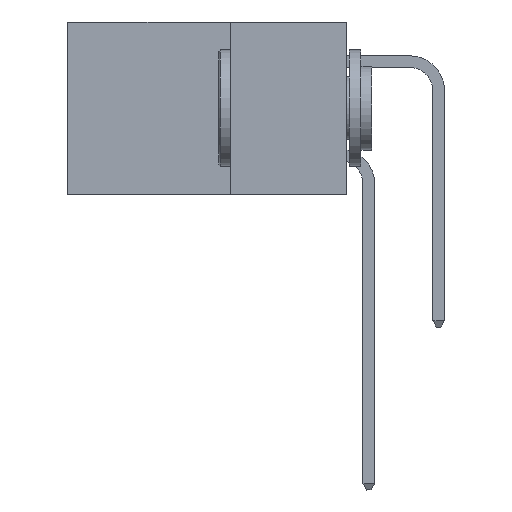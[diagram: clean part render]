
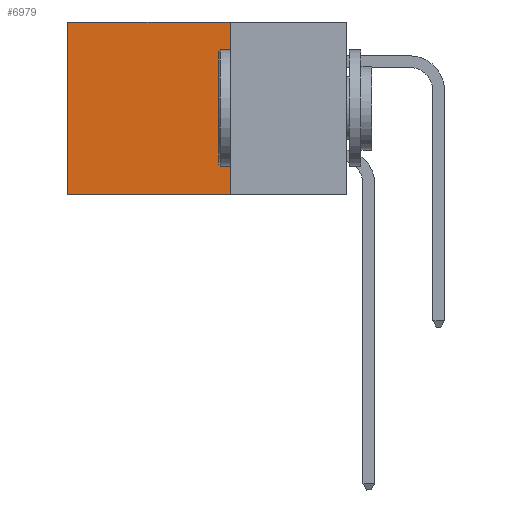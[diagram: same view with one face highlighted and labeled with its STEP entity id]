
A CAD part, left-side view. The second image highlights one B-rep face of the part: STEP entity #6979.
In plain terms, the highlighted planar face has unit normal (-1, 0, 0).
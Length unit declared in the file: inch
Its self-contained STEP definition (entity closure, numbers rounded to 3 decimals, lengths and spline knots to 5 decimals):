
#1533 = LINE ( 'NONE', #1646, #29412 ) ;
#1646 = CARTESIAN_POINT ( 'NONE',  ( 0.2875, 0.6, 0. ) ) ;
#1708 = DIRECTION ( 'NONE',  ( 1., 0., 0. ) ) ;
#1962 = DIRECTION ( 'NONE',  ( 0., 1., 0. ) ) ;
#2532 = EDGE_CURVE ( 'NONE', #17268, #25221, #31517, .T. ) ;
#3999 = EDGE_CURVE ( 'NONE', #17268, #16804, #6862, .T. ) ;
#4814 = CARTESIAN_POINT ( 'NONE',  ( 0.2875, 0.25, 0. ) ) ;
#4894 = VERTEX_POINT ( 'NONE', #27242 ) ;
#5121 = DIRECTION ( 'NONE',  ( 0., 0., -1. ) ) ;
#6673 = FACE_OUTER_BOUND ( 'NONE', #25562, .T. ) ;
#6862 = LINE ( 'NONE', #23108, #9287 ) ;
#6927 = VECTOR ( 'NONE', #1962, 39.37008 ) ;
#6979 = ADVANCED_FACE ( 'NONE', ( #6673 ), #15081, .F. ) ;
#7054 = AXIS2_PLACEMENT_3D ( 'NONE', #7312, #1708, #9678 ) ;
#7312 = CARTESIAN_POINT ( 'NONE',  ( 0.2875, 0.25, 0. ) ) ;
#9287 = VECTOR ( 'NONE', #5121, 39.37008 ) ;
#9678 = DIRECTION ( 'NONE',  ( 0., 0., -1. ) ) ;
#9747 = DIRECTION ( 'NONE',  ( 0., 0., -1. ) ) ;
#10982 = CARTESIAN_POINT ( 'NONE',  ( 0.2875, 0.25, -0.37 ) ) ;
#12324 = CARTESIAN_POINT ( 'NONE',  ( 0.2875, 0.25, -0.37 ) ) ;
#13436 = CARTESIAN_POINT ( 'NONE',  ( 0.2875, 0.6, 0. ) ) ;
#15081 = PLANE ( 'NONE',  #7054 ) ;
#15560 = CARTESIAN_POINT ( 'NONE',  ( 0.2875, 0.25, 0. ) ) ;
#16804 = VERTEX_POINT ( 'NONE', #12324 ) ;
#17268 = VERTEX_POINT ( 'NONE', #15560 ) ;
#19115 = DIRECTION ( 'NONE',  ( 0., 1., 0. ) ) ;
#23108 = CARTESIAN_POINT ( 'NONE',  ( 0.2875, 0.25, 0. ) ) ;
#23684 = VECTOR ( 'NONE', #19115, 39.37008 ) ;
#25221 = VERTEX_POINT ( 'NONE', #13436 ) ;
#25402 = ORIENTED_EDGE ( 'NONE', *, *, #26429, .F. ) ;
#25562 = EDGE_LOOP ( 'NONE', ( #29009, #25402, #32843, #27900 ) ) ;
#26429 = EDGE_CURVE ( 'NONE', #16804, #4894, #30717, .T. ) ;
#27242 = CARTESIAN_POINT ( 'NONE',  ( 0.2875, 0.6, -0.37 ) ) ;
#27900 = ORIENTED_EDGE ( 'NONE', *, *, #2532, .T. ) ;
#29009 = ORIENTED_EDGE ( 'NONE', *, *, #31379, .T. ) ;
#29412 = VECTOR ( 'NONE', #9747, 39.37008 ) ;
#30717 = LINE ( 'NONE', #10982, #23684 ) ;
#31379 = EDGE_CURVE ( 'NONE', #25221, #4894, #1533, .T. ) ;
#31517 = LINE ( 'NONE', #4814, #6927 ) ;
#32843 = ORIENTED_EDGE ( 'NONE', *, *, #3999, .F. ) ;
